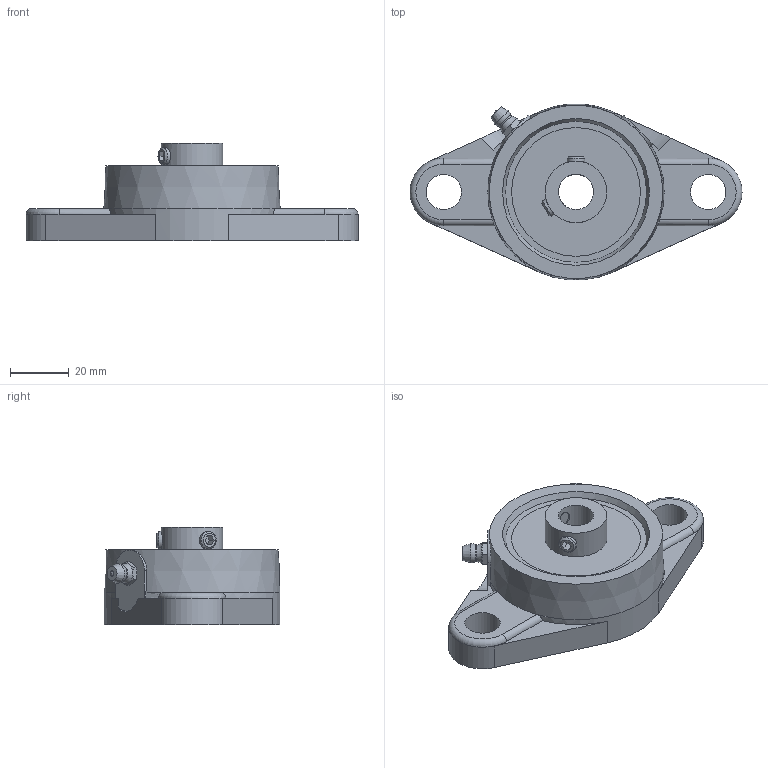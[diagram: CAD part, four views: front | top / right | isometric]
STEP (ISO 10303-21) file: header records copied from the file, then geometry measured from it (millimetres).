
FILE_DESCRIPTION( ( 'STEP AP203' ), '1' );
FILE_NAME( 'ASKUBAL UCFL 201.stp', '2022-03-18T17:11:01', ( 'License CC BY-ND 4.0' ), ( 'CADENAS' ), ' ', 'PARTsolutions', ' ' );
FILE_SCHEMA( ( 'CONFIG_CONTROL_DESIGN' ) );
Length unit declared in the file: millimetre
Products named in the file (4): ASKUBAL UCFL 201; _508832-b; _508832-ir; _UCFL 200
Assembly tree (3 placements, depth 2):
  ASKUBAL UCFL 201
    _508832-b
    _508832-ir
    _UCFL 200
Bounding box: 113 x 59.8 x 33.3 mm (x, y, z)
Volume: 67971 mm3; surface area: 23704.1 mm2
Topology: 3 solids, 3 shells, 132 faces, 316 edges, 201 vertices
Faces by surface type: plane 65, cylinder 39, cone 20, sphere 4, torus 4
Full cylindrical faces by diameter (mm): 4.917 x3, 6 x3, 12 x3, 21 x2
Entity records: 4239 total; most frequent: CARTESIAN_POINT 1146, DIRECTION 626, ORIENTED_EDGE 570, EDGE_CURVE 285, AXIS2_PLACEMENT_3D 248, VERTEX_POINT 194, EDGE_LOOP 176, FACE_OUTER_BOUND 148
